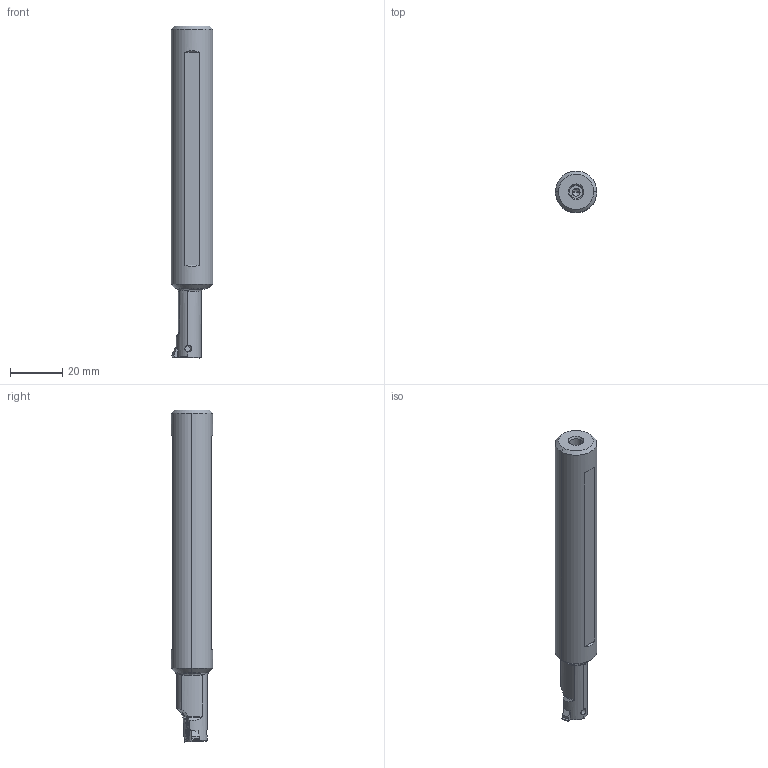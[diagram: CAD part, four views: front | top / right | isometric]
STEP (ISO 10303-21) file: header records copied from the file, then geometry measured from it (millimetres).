
FILE_DESCRIPTION(/* description */ (''),/* implementation_level */ '2;1');
FILE_NAME(/* name */ 'MMTIR102-0_50-2_5-C_100ISO-S.stp',/* time_stamp */ '2023-02-08T14:08:22+09:00',/* author */ (''),/* organization */ (''),/* preprocessor_version */ 'ST-DEVELOPER v16',/* originating_system */ 'SIEMENS PLM Software NX 10.0',/* authorisation */ '');
FILE_SCHEMA (('AUTOMOTIVE_DESIGN { 1 0 10303 214 3 1 1 1 }'));
Length unit declared in the file: millimetre
Products named in the file (1): MMTIR102-0_50-2_5-C_100ISO-S_ASM
Bounding box: 15.96 x 15.88 x 127.13 mm (x, y, z)
Volume: 19407.2 mm3; surface area: 8055.1 mm2
Topology: 2 solids, 2 shells, 111 faces, 353 edges, 277 vertices
Faces by surface type: plane 45, cylinder 37, cone 22, torus 7
Entity records: 4351 total; most frequent: CARTESIAN_POINT 1065, DIRECTION 660, ORIENTED_EDGE 638, EDGE_CURVE 319, AXIS2_PLACEMENT_3D 243, VERTEX_POINT 216, LINE 174, VECTOR 174
